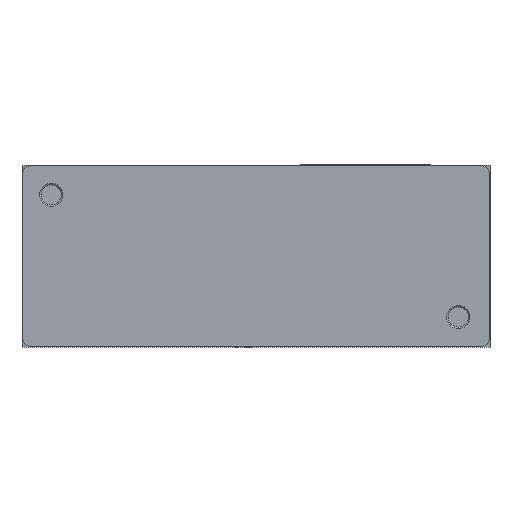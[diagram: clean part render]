
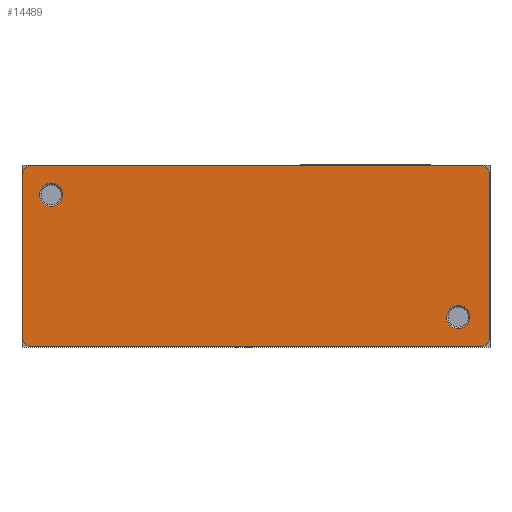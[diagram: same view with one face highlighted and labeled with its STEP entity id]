
A CAD part, top view. The second image highlights one B-rep face of the part: STEP entity #14489.
In plain terms, the highlighted planar face has unit normal (0, 0, 1).
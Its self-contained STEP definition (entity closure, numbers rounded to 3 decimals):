
#227 = EDGE_LOOP ( 'NONE', ( #8039, #4874, #17237, #1058, #7733, #7422, #6521, #6051 ) ) ;
#642 = PLANE ( 'NONE',  #3211 ) ;
#788 = VERTEX_POINT ( 'NONE', #1291 ) ;
#875 = VERTEX_POINT ( 'NONE', #16557 ) ;
#1058 = ORIENTED_EDGE ( 'NONE', *, *, #18029, .F. ) ;
#1081 = CARTESIAN_POINT ( 'NONE',  ( 57.3, -28.7, 8.92 ) ) ;
#1158 = CARTESIAN_POINT ( 'NONE',  ( 2.2, -32.33, 8.92 ) ) ;
#1291 = CARTESIAN_POINT ( 'NONE',  ( 53., -47.57, 8.92 ) ) ;
#1807 = EDGE_CURVE ( 'NONE', #3982, #875, #17838, .T. ) ;
#1898 = DIRECTION ( 'NONE',  ( 0., 0., 1. ) ) ;
#2073 = DIRECTION ( 'NONE',  ( 0., 0., 1. ) ) ;
#2761 = DIRECTION ( 'NONE',  ( 0., 0., 1. ) ) ;
#3108 = AXIS2_PLACEMENT_3D ( 'NONE', #4556, #5818, #10460 ) ;
#3211 = AXIS2_PLACEMENT_3D ( 'NONE', #10707, #6440, #6533 ) ;
#3268 = CARTESIAN_POINT ( 'NONE',  ( 1.1, -29.7, 8.92 ) ) ;
#3622 = EDGE_CURVE ( 'NONE', #12038, #788, #6445, .T. ) ;
#3633 = CARTESIAN_POINT ( 'NONE',  ( 54.45, -47.57, 8.92 ) ) ;
#3648 = EDGE_CURVE ( 'NONE', #15329, #11893, #9870, .T. ) ;
#3982 = VERTEX_POINT ( 'NONE', #15976 ) ;
#4085 = CIRCLE ( 'NONE', #13347, 1.45 ) ;
#4556 = CARTESIAN_POINT ( 'NONE',  ( 57.3, -29.7, 8.92 ) ) ;
#4621 = EDGE_CURVE ( 'NONE', #11893, #15329, #4085, .T. ) ;
#4812 = DIRECTION ( 'NONE',  ( 0., 0., -1. ) ) ;
#4874 = ORIENTED_EDGE ( 'NONE', *, *, #10798, .T. ) ;
#4934 = DIRECTION ( 'NONE',  ( -1., 0., 0. ) ) ;
#5018 = AXIS2_PLACEMENT_3D ( 'NONE', #9613, #7011, #6805 ) ;
#5527 = EDGE_CURVE ( 'NONE', #17709, #18212, #18186, .T. ) ;
#5589 = EDGE_LOOP ( 'NONE', ( #11319, #12042 ) ) ;
#5615 = VECTOR ( 'NONE', #4934, 1000. ) ;
#5752 = DIRECTION ( 'NONE',  ( 0., 0., 1. ) ) ;
#5818 = DIRECTION ( 'NONE',  ( 0., 0., 1. ) ) ;
#5846 = VERTEX_POINT ( 'NONE', #13512 ) ;
#5955 = CARTESIAN_POINT ( 'NONE',  ( 55.9, -47.57, 8.92 ) ) ;
#6051 = ORIENTED_EDGE ( 'NONE', *, *, #6514, .F. ) ;
#6220 = VECTOR ( 'NONE', #13139, 1000. ) ;
#6359 = DIRECTION ( 'NONE',  ( 1., 0., 0. ) ) ;
#6438 = CARTESIAN_POINT ( 'NONE',  ( 3.65, -32.33, 8.92 ) ) ;
#6440 = DIRECTION ( 'NONE',  ( 0., 0., 1. ) ) ;
#6445 = CIRCLE ( 'NONE', #12955, 1.45 ) ;
#6514 = EDGE_CURVE ( 'NONE', #875, #13624, #14601, .T. ) ;
#6521 = ORIENTED_EDGE ( 'NONE', *, *, #11602, .T. ) ;
#6533 = DIRECTION ( 'NONE',  ( -1., 0., 0. ) ) ;
#6670 = CIRCLE ( 'NONE', #17482, 1. ) ;
#6805 = DIRECTION ( 'NONE',  ( 1., 0., 0. ) ) ;
#6820 = DIRECTION ( 'NONE',  ( 0., 0., 1. ) ) ;
#7011 = DIRECTION ( 'NONE',  ( 0., 0., -1. ) ) ;
#7422 = ORIENTED_EDGE ( 'NONE', *, *, #12303, .T. ) ;
#7608 = FACE_OUTER_BOUND ( 'NONE', #227, .T. ) ;
#7733 = ORIENTED_EDGE ( 'NONE', *, *, #11833, .T. ) ;
#7789 = DIRECTION ( 'NONE',  ( -1., 0., 0. ) ) ;
#7815 = DIRECTION ( 'NONE',  ( 1., 0., 0. ) ) ;
#7867 = AXIS2_PLACEMENT_3D ( 'NONE', #15408, #2073, #12219 ) ;
#8039 = ORIENTED_EDGE ( 'NONE', *, *, #1807, .F. ) ;
#8412 = CIRCLE ( 'NONE', #15824, 1. ) ;
#8573 = CARTESIAN_POINT ( 'NONE',  ( 3.65, -32.33, 8.92 ) ) ;
#9348 = FACE_BOUND ( 'NONE', #5589, .T. ) ;
#9399 = CARTESIAN_POINT ( 'NONE',  ( 30.831, -28.7, 8.92 ) ) ;
#9613 = CARTESIAN_POINT ( 'NONE',  ( 57.3, -50.2, 8.92 ) ) ;
#9846 = CARTESIAN_POINT ( 'NONE',  ( 1.1, -28.7, 8.92 ) ) ;
#9870 = CIRCLE ( 'NONE', #15098, 1.45 ) ;
#10168 = ORIENTED_EDGE ( 'NONE', *, *, #3648, .F. ) ;
#10460 = DIRECTION ( 'NONE',  ( -1., 0., 0. ) ) ;
#10707 = CARTESIAN_POINT ( 'NONE',  ( 26.999, -41.926, 8.92 ) ) ;
#10798 = EDGE_CURVE ( 'NONE', #3982, #17709, #17619, .T. ) ;
#10950 = CIRCLE ( 'NONE', #7867, 1.45 ) ;
#11194 = ORIENTED_EDGE ( 'NONE', *, *, #4621, .F. ) ;
#11319 = ORIENTED_EDGE ( 'NONE', *, *, #14839, .F. ) ;
#11602 = EDGE_CURVE ( 'NONE', #18242, #13624, #13524, .T. ) ;
#11833 = EDGE_CURVE ( 'NONE', #17701, #5846, #16120, .T. ) ;
#11893 = VERTEX_POINT ( 'NONE', #1158 ) ;
#11985 = CARTESIAN_POINT ( 'NONE',  ( 30.831, -51.2, 8.92 ) ) ;
#12033 = CARTESIAN_POINT ( 'NONE',  ( 58.3, -38.391, 8.92 ) ) ;
#12038 = VERTEX_POINT ( 'NONE', #5955 ) ;
#12042 = ORIENTED_EDGE ( 'NONE', *, *, #3622, .F. ) ;
#12219 = DIRECTION ( 'NONE',  ( -1., 0., 0. ) ) ;
#12303 = EDGE_CURVE ( 'NONE', #5846, #18242, #8412, .T. ) ;
#12955 = AXIS2_PLACEMENT_3D ( 'NONE', #3633, #6820, #18520 ) ;
#13139 = DIRECTION ( 'NONE',  ( 0., -1., 0. ) ) ;
#13347 = AXIS2_PLACEMENT_3D ( 'NONE', #6438, #1898, #7789 ) ;
#13512 = CARTESIAN_POINT ( 'NONE',  ( 0.1, -50.2, 8.92 ) ) ;
#13524 = LINE ( 'NONE', #11985, #15160 ) ;
#13624 = VERTEX_POINT ( 'NONE', #14473 ) ;
#13651 = VECTOR ( 'NONE', #15219, 1000. ) ;
#14473 = CARTESIAN_POINT ( 'NONE',  ( 57.3, -51.2, 8.92 ) ) ;
#14489 = ADVANCED_FACE ( 'NONE', ( #9348, #15244, #7608 ), #642, .T. ) ;
#14601 = CIRCLE ( 'NONE', #5018, 1. ) ;
#14839 = EDGE_CURVE ( 'NONE', #788, #12038, #10950, .T. ) ;
#15098 = AXIS2_PLACEMENT_3D ( 'NONE', #8573, #5752, #16015 ) ;
#15160 = VECTOR ( 'NONE', #7815, 1000. ) ;
#15219 = DIRECTION ( 'NONE',  ( 0., -1., 0. ) ) ;
#15244 = FACE_BOUND ( 'NONE', #17022, .T. ) ;
#15329 = VERTEX_POINT ( 'NONE', #17370 ) ;
#15408 = CARTESIAN_POINT ( 'NONE',  ( 54.45, -47.57, 8.92 ) ) ;
#15824 = AXIS2_PLACEMENT_3D ( 'NONE', #16013, #2761, #16096 ) ;
#15976 = CARTESIAN_POINT ( 'NONE',  ( 58.3, -29.7, 8.92 ) ) ;
#16013 = CARTESIAN_POINT ( 'NONE',  ( 1.1, -50.2, 8.92 ) ) ;
#16015 = DIRECTION ( 'NONE',  ( -1., 0., 0. ) ) ;
#16096 = DIRECTION ( 'NONE',  ( -1., 0., 0. ) ) ;
#16120 = LINE ( 'NONE', #19023, #6220 ) ;
#16557 = CARTESIAN_POINT ( 'NONE',  ( 58.3, -50.2, 8.92 ) ) ;
#16833 = CARTESIAN_POINT ( 'NONE',  ( 0.1, -29.7, 8.92 ) ) ;
#16902 = CARTESIAN_POINT ( 'NONE',  ( 1.1, -51.2, 8.92 ) ) ;
#17022 = EDGE_LOOP ( 'NONE', ( #11194, #10168 ) ) ;
#17237 = ORIENTED_EDGE ( 'NONE', *, *, #5527, .T. ) ;
#17370 = CARTESIAN_POINT ( 'NONE',  ( 5.1, -32.33, 8.92 ) ) ;
#17482 = AXIS2_PLACEMENT_3D ( 'NONE', #3268, #4812, #6359 ) ;
#17619 = CIRCLE ( 'NONE', #3108, 1. ) ;
#17701 = VERTEX_POINT ( 'NONE', #16833 ) ;
#17709 = VERTEX_POINT ( 'NONE', #1081 ) ;
#17838 = LINE ( 'NONE', #12033, #13651 ) ;
#18029 = EDGE_CURVE ( 'NONE', #17701, #18212, #6670, .T. ) ;
#18186 = LINE ( 'NONE', #9399, #5615 ) ;
#18212 = VERTEX_POINT ( 'NONE', #9846 ) ;
#18242 = VERTEX_POINT ( 'NONE', #16902 ) ;
#18520 = DIRECTION ( 'NONE',  ( -1., 0., 0. ) ) ;
#19023 = CARTESIAN_POINT ( 'NONE',  ( 0.1, -38.391, 8.92 ) ) ;
